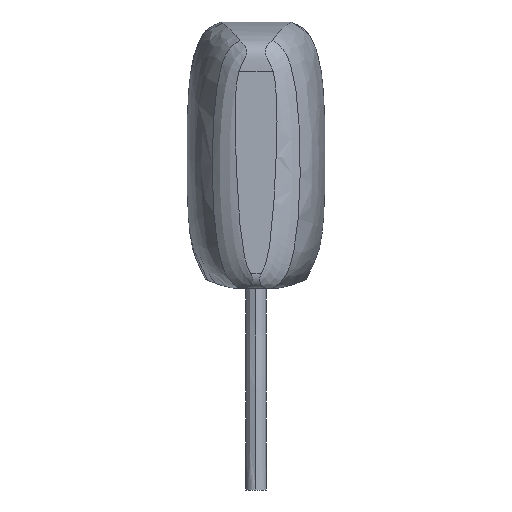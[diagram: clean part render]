
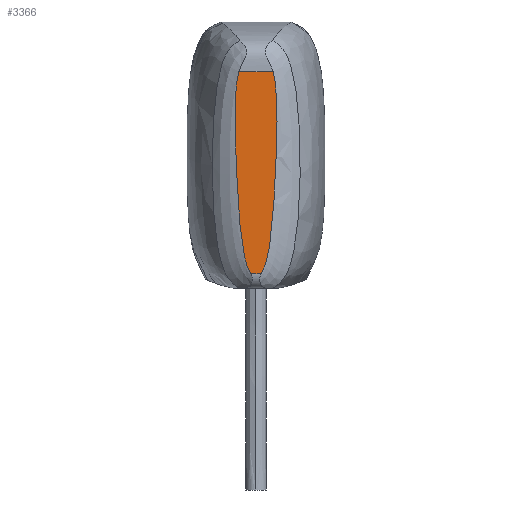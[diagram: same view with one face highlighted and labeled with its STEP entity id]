
A CAD part, left-side view. The second image highlights one B-rep face of the part: STEP entity #3366.
In plain terms, the highlighted planar face has unit normal (-1, 0, 0).
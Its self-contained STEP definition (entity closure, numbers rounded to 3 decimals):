
#46 = B_SPLINE_CURVE_WITH_KNOTS ( 'NONE', 3,
 ( #3540, #2389, #3199, #3146, #3975, #1590, #3487, #4346, #768, #3512, #4791, #791, #3173, #3124, #2731, #1216 ),
 .UNSPECIFIED., .F., .F.,
 ( 4, 2, 2, 2, 2, 2, 2, 4 ),
 ( 0., 0.001, 0.001, 0.002, 0.004, 0.004, 0.005, 0.005 ),
 .UNSPECIFIED. ) ;
#145 = LINE ( 'NONE', #1726, #1547 ) ;
#221 = CARTESIAN_POINT ( 'NONE',  ( -8.04, 0.126, 3.181 ) ) ;
#322 = CARTESIAN_POINT ( 'NONE',  ( -8.04, 0.484, 5.993 ) ) ;
#324 = ORIENTED_EDGE ( 'NONE', *, *, #1534, .F. ) ;
#356 = CARTESIAN_POINT ( 'NONE',  ( -8.04, -2.475, 8.022 ) ) ;
#385 = AXIS2_PLACEMENT_3D ( 'NONE', #2264, #4645, #2657 ) ;
#434 = DIRECTION ( 'NONE',  ( 0., 1., 0. ) ) ;
#663 = CARTESIAN_POINT ( 'NONE',  ( -8.04, 0.455, 7.824 ) ) ;
#690 = CARTESIAN_POINT ( 'NONE',  ( -8.04, 0.293, 3.659 ) ) ;
#714 = CARTESIAN_POINT ( 'NONE',  ( -8.04, -0.126, 3.181 ) ) ;
#716 = PLANE ( 'NONE',  #385 ) ;
#768 = CARTESIAN_POINT ( 'NONE',  ( -8.04, -0.423, 4.771 ) ) ;
#791 = CARTESIAN_POINT ( 'NONE',  ( -8.04, -0.293, 3.658 ) ) ;
#819 = VERTEX_POINT ( 'NONE', #221 ) ;
#1090 = CARTESIAN_POINT ( 'NONE',  ( -8.04, 0.505, 7.012 ) ) ;
#1115 = CARTESIAN_POINT ( 'NONE',  ( -8.04, 0.437, 7.924 ) ) ;
#1216 = CARTESIAN_POINT ( 'NONE',  ( -8.04, -0.126, 3.181 ) ) ;
#1218 = VERTEX_POINT ( 'NONE', #714 ) ;
#1481 = CARTESIAN_POINT ( 'NONE',  ( -8.04, 0.446, 5.179 ) ) ;
#1534 = EDGE_CURVE ( 'NONE', #4083, #1218, #46, .T. ) ;
#1547 = VECTOR ( 'NONE', #3982, 1000. ) ;
#1590 = CARTESIAN_POINT ( 'NONE',  ( -8.04, -0.499, 6.4 ) ) ;
#1726 = CARTESIAN_POINT ( 'NONE',  ( -8.04, -2.475, 3.181 ) ) ;
#1882 = ORIENTED_EDGE ( 'NONE', *, *, #2759, .F. ) ;
#1915 = EDGE_CURVE ( 'NONE', #819, #3925, #2761, .T. ) ;
#1977 = CARTESIAN_POINT ( 'NONE',  ( -8.04, 0.409, 8.022 ) ) ;
#2047 = CARTESIAN_POINT ( 'NONE',  ( -8.04, -0.409, 8.022 ) ) ;
#2264 = CARTESIAN_POINT ( 'NONE',  ( -8.04, -2.475, -22.942 ) ) ;
#2309 = CARTESIAN_POINT ( 'NONE',  ( -8.04, 0.409, 8.022 ) ) ;
#2389 = CARTESIAN_POINT ( 'NONE',  ( -8.04, -0.466, 7.826 ) ) ;
#2446 = ORIENTED_EDGE ( 'NONE', *, *, #4875, .T. ) ;
#2649 = CARTESIAN_POINT ( 'NONE',  ( -8.04, 0.176, 3.27 ) ) ;
#2657 = DIRECTION ( 'NONE',  ( 0., 0., 1. ) ) ;
#2731 = CARTESIAN_POINT ( 'NONE',  ( -8.04, -0.176, 3.27 ) ) ;
#2759 = EDGE_CURVE ( 'NONE', #1218, #819, #145, .T. ) ;
#2761 = B_SPLINE_CURVE_WITH_KNOTS ( 'NONE', 3,
 ( #4686, #2649, #5048, #3788, #690, #4637, #4999, #4236, #1481, #322, #3045, #1090, #3016, #4607, #4711, #663, #1115, #2309 ),
 .UNSPECIFIED., .F., .F.,
 ( 4, 2, 2, 2, 2, 2, 2, 2, 4 ),
 ( 0., 0., 0.001, 0.001, 0.002, 0.004, 0.004, 0.005, 0.005 ),
 .UNSPECIFIED. ) ;
#3016 = CARTESIAN_POINT ( 'NONE',  ( -8.04, 0.504, 7.216 ) ) ;
#3045 = CARTESIAN_POINT ( 'NONE',  ( -8.04, 0.499, 6.401 ) ) ;
#3124 = CARTESIAN_POINT ( 'NONE',  ( -8.04, -0.215, 3.363 ) ) ;
#3146 = CARTESIAN_POINT ( 'NONE',  ( -8.04, -0.504, 7.215 ) ) ;
#3152 = LINE ( 'NONE', #356, #3450 ) ;
#3173 = CARTESIAN_POINT ( 'NONE',  ( -8.04, -0.272, 3.558 ) ) ;
#3199 = CARTESIAN_POINT ( 'NONE',  ( -8.04, -0.482, 7.622 ) ) ;
#3366 = ADVANCED_FACE ( 'NONE', ( #3900 ), #716, .T. ) ;
#3450 = VECTOR ( 'NONE', #434, 1000. ) ;
#3487 = CARTESIAN_POINT ( 'NONE',  ( -8.04, -0.484, 5.992 ) ) ;
#3512 = CARTESIAN_POINT ( 'NONE',  ( -8.04, -0.367, 4.162 ) ) ;
#3540 = CARTESIAN_POINT ( 'NONE',  ( -8.04, -0.409, 8.022 ) ) ;
#3788 = CARTESIAN_POINT ( 'NONE',  ( -8.04, 0.273, 3.56 ) ) ;
#3873 = ORIENTED_EDGE ( 'NONE', *, *, #1915, .F. ) ;
#3900 = FACE_OUTER_BOUND ( 'NONE', #4263, .T. ) ;
#3925 = VERTEX_POINT ( 'NONE', #1977 ) ;
#3975 = CARTESIAN_POINT ( 'NONE',  ( -8.04, -0.505, 7.011 ) ) ;
#3982 = DIRECTION ( 'NONE',  ( 0., 1., 0. ) ) ;
#4083 = VERTEX_POINT ( 'NONE', #2047 ) ;
#4236 = CARTESIAN_POINT ( 'NONE',  ( -8.04, 0.423, 4.772 ) ) ;
#4263 = EDGE_LOOP ( 'NONE', ( #2446, #3873, #1882, #324 ) ) ;
#4346 = CARTESIAN_POINT ( 'NONE',  ( -8.04, -0.446, 5.178 ) ) ;
#4607 = CARTESIAN_POINT ( 'NONE',  ( -8.04, 0.488, 7.521 ) ) ;
#4637 = CARTESIAN_POINT ( 'NONE',  ( -8.04, 0.345, 3.96 ) ) ;
#4645 = DIRECTION ( 'NONE',  ( -1., 0., 0. ) ) ;
#4686 = CARTESIAN_POINT ( 'NONE',  ( -8.04, 0.126, 3.181 ) ) ;
#4711 = CARTESIAN_POINT ( 'NONE',  ( -8.04, 0.48, 7.622 ) ) ;
#4791 = CARTESIAN_POINT ( 'NONE',  ( -8.04, -0.345, 3.96 ) ) ;
#4875 = EDGE_CURVE ( 'NONE', #4083, #3925, #3152, .T. ) ;
#4999 = CARTESIAN_POINT ( 'NONE',  ( -8.04, 0.367, 4.163 ) ) ;
#5048 = CARTESIAN_POINT ( 'NONE',  ( -8.04, 0.215, 3.364 ) ) ;
